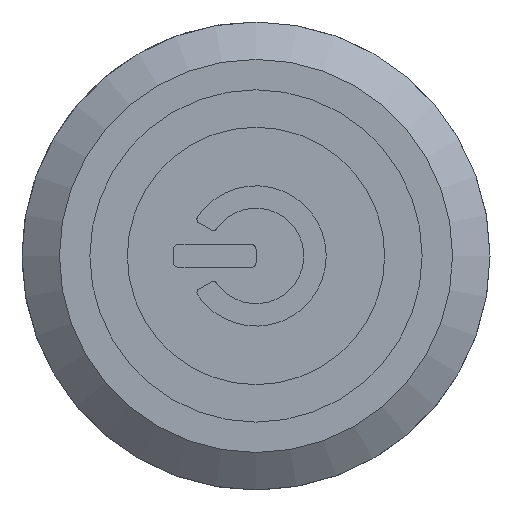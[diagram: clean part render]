
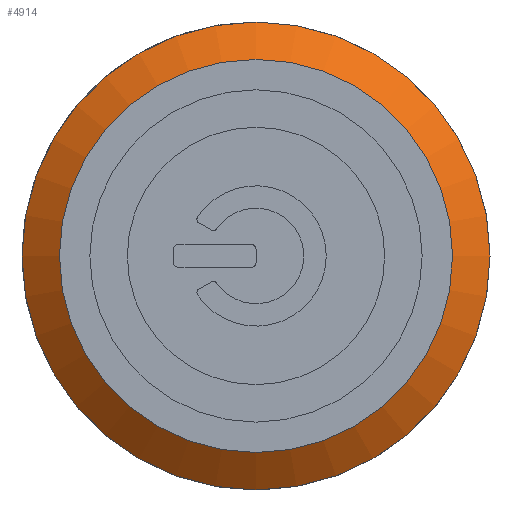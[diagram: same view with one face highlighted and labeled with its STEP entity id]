
A CAD part, top view. The second image highlights one B-rep face of the part: STEP entity #4914.
In plain terms, the highlighted conical face has half-angle 53.13 degrees and reference radius 11.5 mm.
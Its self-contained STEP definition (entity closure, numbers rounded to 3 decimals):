
#15=CONICAL_SURFACE('',#5271,11.5,0.927);
#709=LINE('',#8488,#1190);
#1190=VECTOR('',#6431,11.5);
#1438=FACE_OUTER_BOUND('',#1722,.T.);
#1722=EDGE_LOOP('',(#4467,#4468,#4469,#4470,#4471,#4472));
#1860=CIRCLE('',#5269,12.5);
#1861=CIRCLE('',#5270,12.5);
#1862=CIRCLE('',#5272,10.5);
#1863=CIRCLE('',#5273,10.5);
#2340=VERTEX_POINT('',#8481);
#2341=VERTEX_POINT('',#8482);
#2342=VERTEX_POINT('',#8487);
#2343=VERTEX_POINT('',#8489);
#3052=EDGE_CURVE('',#2340,#2341,#1860,.T.);
#3053=EDGE_CURVE('',#2341,#2340,#1861,.T.);
#3055=EDGE_CURVE('',#2341,#2342,#709,.T.);
#3056=EDGE_CURVE('',#2343,#2342,#1862,.T.);
#3057=EDGE_CURVE('',#2342,#2343,#1863,.T.);
#4467=ORIENTED_EDGE('',*,*,#3052,.T.);
#4468=ORIENTED_EDGE('',*,*,#3055,.T.);
#4469=ORIENTED_EDGE('',*,*,#3056,.F.);
#4470=ORIENTED_EDGE('',*,*,#3057,.F.);
#4471=ORIENTED_EDGE('',*,*,#3055,.F.);
#4472=ORIENTED_EDGE('',*,*,#3053,.T.);
#4914=ADVANCED_FACE('',(#1438),#15,.T.);
#5269=AXIS2_PLACEMENT_3D('',#8483,#6424,#6425);
#5270=AXIS2_PLACEMENT_3D('',#8484,#6426,#6427);
#5271=AXIS2_PLACEMENT_3D('',#8486,#6429,#6430);
#5272=AXIS2_PLACEMENT_3D('',#8490,#6432,#6433);
#5273=AXIS2_PLACEMENT_3D('',#8491,#6434,#6435);
#6424=DIRECTION('center_axis',(0.,0.,1.));
#6425=DIRECTION('ref_axis',(0.,-1.,0.));
#6426=DIRECTION('center_axis',(0.,0.,1.));
#6427=DIRECTION('ref_axis',(0.,-1.,0.));
#6429=DIRECTION('center_axis',(0.,0.,-1.));
#6430=DIRECTION('ref_axis',(0.,-1.,0.));
#6431=DIRECTION('',(0.,-0.8,0.6));
#6432=DIRECTION('center_axis',(0.,0.,1.));
#6433=DIRECTION('ref_axis',(0.,-1.,0.));
#6434=DIRECTION('center_axis',(0.,0.,1.));
#6435=DIRECTION('ref_axis',(0.,-1.,0.));
#8481=CARTESIAN_POINT('',(0.,-12.5,0.5));
#8482=CARTESIAN_POINT('',(0.,12.5,0.5));
#8483=CARTESIAN_POINT('Origin',(0.,0.,0.5));
#8484=CARTESIAN_POINT('Origin',(0.,0.,0.5));
#8486=CARTESIAN_POINT('Origin',(0.,0.,1.25));
#8487=CARTESIAN_POINT('',(0.,10.5,2.));
#8488=CARTESIAN_POINT('',(0.,11.5,1.25));
#8489=CARTESIAN_POINT('',(0.,-10.5,2.));
#8490=CARTESIAN_POINT('Origin',(0.,0.,2.));
#8491=CARTESIAN_POINT('Origin',(0.,0.,2.));
